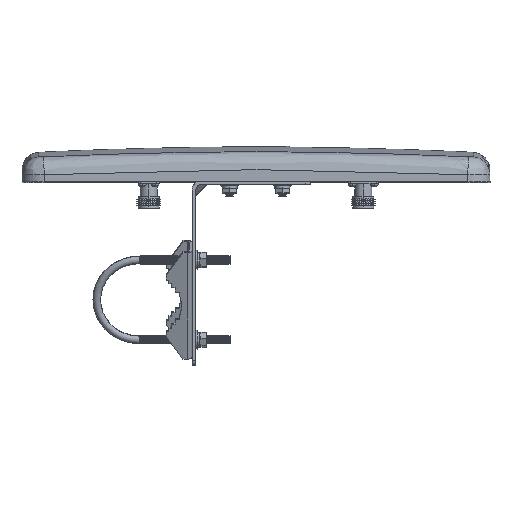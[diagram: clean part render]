
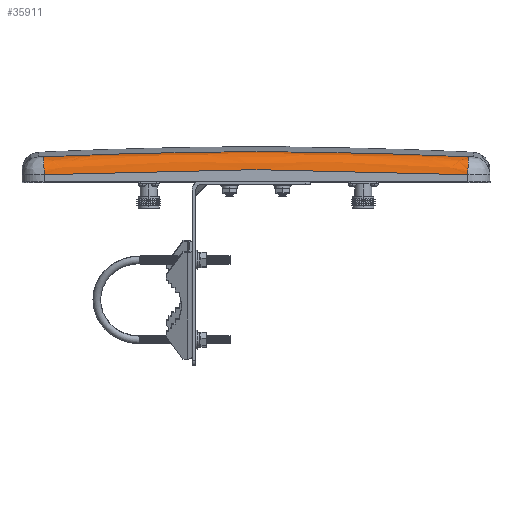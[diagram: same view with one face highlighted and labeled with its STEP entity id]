
A CAD part, top view. The second image highlights one B-rep face of the part: STEP entity #35911.
In plain terms, the highlighted free-form (B-spline) face has degree [3, 3] with [4, 4] control points.
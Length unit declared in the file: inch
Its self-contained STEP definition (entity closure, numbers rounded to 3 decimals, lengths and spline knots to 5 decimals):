
#287 = DIRECTION ( 'NONE',  ( -0.048, 0.999, 0. ) ) ;
#1040 = CARTESIAN_POINT ( 'NONE',  ( 5.61024, 0.33403, 6.20079 ) ) ;
#3924 = CARTESIAN_POINT ( 'NONE',  ( -1.87568, 0.7775, 6.20079 ) ) ;
#4075 = CARTESIAN_POINT ( 'NONE',  ( 5.63154, 0.78369, 6.20079 ) ) ;
#4687 = AXIS2_PLACEMENT_3D ( 'NONE', #31352, #46539, #287 ) ;
#5474 = EDGE_CURVE ( 'NONE', #74903, #71157, #22486, .T. ) ;
#8766 = CARTESIAN_POINT ( 'NONE',  ( -5.63196, 0.79255, 6.0171 ) ) ;
#12559 = CARTESIAN_POINT ( 'NONE',  ( -5.63256, 0.80539, 5.75114 ) ) ;
#16367 = CARTESIAN_POINT ( 'NONE',  ( -5.63256, 0.80539, 5.75114 ) ) ;
#17100 =( BOUNDED_CURVE ( )  B_SPLINE_CURVE ( 3, ( #68832, #44598, #53194, #28391 ),
 .UNSPECIFIED., .F., .F. ) 
 B_SPLINE_CURVE_WITH_KNOTS ( ( 4, 4 ),
 ( 0., 1. ),
 .UNSPECIFIED. ) 
 CURVE ( )  GEOMETRIC_REPRESENTATION_ITEM ( )  RATIONAL_B_SPLINE_CURVE ( ( 1., 0.999, 0.999, 1. ) ) 
 REPRESENTATION_ITEM ( '' )  );
#18625 = CARTESIAN_POINT ( 'NONE',  ( -5.63196, 0.79255, 6.0171 ) ) ;
#19427 = CARTESIAN_POINT ( 'NONE',  ( -5.63256, 0.80539, 5.75114 ) ) ;
#22486 = CIRCLE ( 'NONE', #4687, 119.04236 ) ;
#26332 = CARTESIAN_POINT ( 'NONE',  ( -5.61024, 0.33403, 6.20079 ) ) ;
#28391 = CARTESIAN_POINT ( 'NONE',  ( 5.61024, 0.33403, 6.20079 ) ) ;
#28657 = CARTESIAN_POINT ( 'NONE',  ( 5.63256, 0.80539, 5.75114 ) ) ;
#30128 = CARTESIAN_POINT ( 'NONE',  ( -5.61024, 0.33403, 6.20079 ) ) ;
#31352 = CARTESIAN_POINT ( 'NONE',  ( 0., -118.10364, 5.75114 ) ) ;
#34985 = CARTESIAN_POINT ( 'NONE',  ( -1.87892, 0.98319, 5.75114 ) ) ;
#35465 = CARTESIAN_POINT ( 'NONE',  ( -1.87148, 0.51113, 6.20079 ) ) ;
#35911 = ADVANCED_FACE ( 'NONE', ( #56229 ), #43469, .T. ) ;
#36292 = VERTEX_POINT ( 'NONE', #1040 ) ;
#37611 =( BOUNDED_CURVE ( )  B_SPLINE_CURVE ( 3, ( #16367, #8766, #37799, #38771 ),
 .UNSPECIFIED., .F., .T. ) 
 B_SPLINE_CURVE_WITH_KNOTS ( ( 4, 4 ),
 ( 0., 1. ),
 .UNSPECIFIED. ) 
 CURVE ( )  GEOMETRIC_REPRESENTATION_ITEM ( )  RATIONAL_B_SPLINE_CURVE ( ( 1., 0.816, 0.816, 1. ) ) 
 REPRESENTATION_ITEM ( '' )  );
#37799 = CARTESIAN_POINT ( 'NONE',  ( -5.62283, 0.6, 6.20079 ) ) ;
#38543 = EDGE_LOOP ( 'NONE', ( #63827, #47162, #41353, #38772 ) ) ;
#38771 = CARTESIAN_POINT ( 'NONE',  ( -5.61024, 0.33403, 6.20079 ) ) ;
#38772 = ORIENTED_EDGE ( 'NONE', *, *, #70650, .T. ) ;
#41353 = ORIENTED_EDGE ( 'NONE', *, *, #63843, .T. ) ;
#43469 =( BOUNDED_SURFACE ( )  B_SPLINE_SURFACE ( 3, 3, ( 
 ( #12559, #34985, #57238, #88101 ),
 ( #18625, #51647, #73415, #88572 ),
 ( #90114, #3924, #82521, #95738 ),
 ( #26332, #35465, #50126, #80501 ) ),
 .UNSPECIFIED., .F., .F., .F. ) 
 B_SPLINE_SURFACE_WITH_KNOTS ( ( 4, 4 ),
 ( 4, 4 ),
 ( 0., 1. ),
 ( 0., 1. ),
 .UNSPECIFIED. ) 
 GEOMETRIC_REPRESENTATION_ITEM ( )  RATIONAL_B_SPLINE_SURFACE ( (
 ( 1., 0.999, 0.999, 1.),
 ( 0.816, 0.815, 0.815, 0.816),
 ( 0.816, 0.815, 0.815, 0.816),
 ( 1., 0.999, 0.999, 1.) ) ) 
 REPRESENTATION_ITEM ( '' )  SURFACE ( )  );
#44598 = CARTESIAN_POINT ( 'NONE',  ( -1.87148, 0.51113, 6.20079 ) ) ;
#46539 = DIRECTION ( 'NONE',  ( 0., 0., -1. ) ) ;
#47162 = ORIENTED_EDGE ( 'NONE', *, *, #5474, .F. ) ;
#50126 = CARTESIAN_POINT ( 'NONE',  ( 1.87148, 0.51113, 6.20079 ) ) ;
#51647 = CARTESIAN_POINT ( 'NONE',  ( -1.87872, 0.97034, 6.0171 ) ) ;
#53194 = CARTESIAN_POINT ( 'NONE',  ( 1.87148, 0.51113, 6.20079 ) ) ;
#56229 = FACE_OUTER_BOUND ( 'NONE', #38543, .T. ) ;
#57238 = CARTESIAN_POINT ( 'NONE',  ( 1.87892, 0.98319, 5.75114 ) ) ;
#58621 =( BOUNDED_CURVE ( )  B_SPLINE_CURVE ( 2, ( #96889, #4075, #73046 ),
 .UNSPECIFIED., .F., .F. ) 
 B_SPLINE_CURVE_WITH_KNOTS ( ( 3, 3 ),
 ( 0., 1. ),
 .UNSPECIFIED. ) 
 CURVE ( )  GEOMETRIC_REPRESENTATION_ITEM ( )  RATIONAL_B_SPLINE_CURVE ( ( 1., 0.724, 1. ) ) 
 REPRESENTATION_ITEM ( '' )  );
#59148 = VERTEX_POINT ( 'NONE', #30128 ) ;
#63827 = ORIENTED_EDGE ( 'NONE', *, *, #95070, .F. ) ;
#63843 = EDGE_CURVE ( 'NONE', #74903, #59148, #37611, .T. ) ;
#68832 = CARTESIAN_POINT ( 'NONE',  ( -5.61024, 0.33403, 6.20079 ) ) ;
#70650 = EDGE_CURVE ( 'NONE', #59148, #36292, #17100, .T. ) ;
#71157 = VERTEX_POINT ( 'NONE', #28657 ) ;
#73046 = CARTESIAN_POINT ( 'NONE',  ( 5.61024, 0.33403, 6.20079 ) ) ;
#73415 = CARTESIAN_POINT ( 'NONE',  ( 1.87872, 0.97034, 6.0171 ) ) ;
#74903 = VERTEX_POINT ( 'NONE', #19427 ) ;
#80501 = CARTESIAN_POINT ( 'NONE',  ( 5.61024, 0.33403, 6.20079 ) ) ;
#82521 = CARTESIAN_POINT ( 'NONE',  ( 1.87568, 0.7775, 6.20079 ) ) ;
#88101 = CARTESIAN_POINT ( 'NONE',  ( 5.63256, 0.80539, 5.75114 ) ) ;
#88572 = CARTESIAN_POINT ( 'NONE',  ( 5.63196, 0.79255, 6.0171 ) ) ;
#90114 = CARTESIAN_POINT ( 'NONE',  ( -5.62283, 0.6, 6.20079 ) ) ;
#95070 = EDGE_CURVE ( 'NONE', #71157, #36292, #58621, .T. ) ;
#95738 = CARTESIAN_POINT ( 'NONE',  ( 5.62283, 0.6, 6.20079 ) ) ;
#96889 = CARTESIAN_POINT ( 'NONE',  ( 5.63256, 0.80539, 5.75114 ) ) ;
